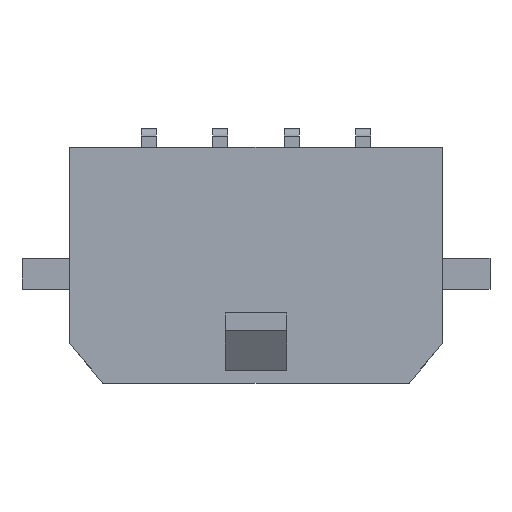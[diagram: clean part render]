
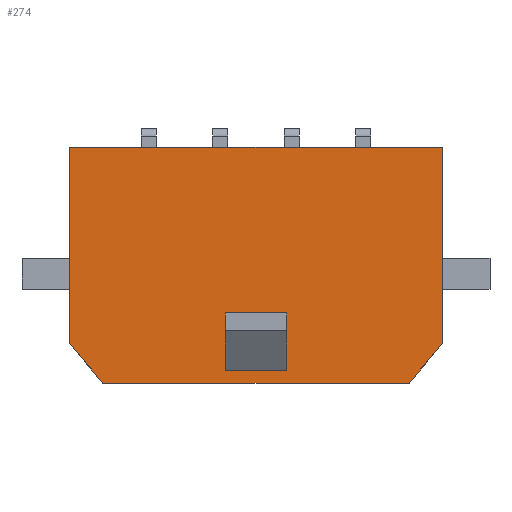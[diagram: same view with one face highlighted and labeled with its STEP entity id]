
A CAD part, top view. The second image highlights one B-rep face of the part: STEP entity #274.
In plain terms, the highlighted planar face has unit normal (0, 0, 1).
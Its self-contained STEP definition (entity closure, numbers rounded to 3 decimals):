
#274=ADVANCED_FACE('',(#569,#570),#444,.T.);
#444=PLANE('',#2882);
#569=FACE_BOUND('',#597,.T.);
#570=FACE_BOUND('',#598,.T.);
#597=EDGE_LOOP('',(#905,#906,#907,#908,#909,#910));
#598=EDGE_LOOP('',(#911,#912,#913,#914));
#905=ORIENTED_EDGE('',*,*,#2067,.F.);
#906=ORIENTED_EDGE('',*,*,#2050,.F.);
#907=ORIENTED_EDGE('',*,*,#2092,.T.);
#908=ORIENTED_EDGE('',*,*,#2059,.T.);
#909=ORIENTED_EDGE('',*,*,#2064,.F.);
#910=ORIENTED_EDGE('',*,*,#2087,.F.);
#911=ORIENTED_EDGE('',*,*,#2093,.T.);
#912=ORIENTED_EDGE('',*,*,#2094,.T.);
#913=ORIENTED_EDGE('',*,*,#2095,.F.);
#914=ORIENTED_EDGE('',*,*,#2096,.F.);
#1748=VERTEX_POINT('',#3345);
#1749=VERTEX_POINT('',#3346);
#1757=VERTEX_POINT('',#3357);
#1758=VERTEX_POINT('',#3358);
#1761=VERTEX_POINT('',#3362);
#1762=VERTEX_POINT('',#3366);
#1785=VERTEX_POINT('',#3392);
#1786=VERTEX_POINT('',#3393);
#1787=VERTEX_POINT('',#3394);
#1788=VERTEX_POINT('',#3395);
#2050=EDGE_CURVE('',#1748,#1749,#2487,.T.);
#2059=EDGE_CURVE('',#1758,#1757,#2494,.T.);
#2064=EDGE_CURVE('',#1761,#1757,#2499,.T.);
#2067=EDGE_CURVE('',#1749,#1762,#2502,.T.);
#2087=EDGE_CURVE('',#1762,#1761,#2522,.T.);
#2092=EDGE_CURVE('',#1748,#1758,#2525,.T.);
#2093=EDGE_CURVE('',#1785,#1786,#2526,.T.);
#2094=EDGE_CURVE('',#1786,#1787,#2527,.T.);
#2095=EDGE_CURVE('',#1788,#1787,#2528,.T.);
#2096=EDGE_CURVE('',#1785,#1788,#2529,.T.);
#2487=LINE('',#3345,#2800);
#2494=LINE('',#3358,#2800);
#2499=LINE('',#3363,#2812);
#2502=LINE('',#3368,#2814);
#2522=LINE('',#3388,#2832);
#2525=LINE('',#3345,#2832);
#2526=LINE('',#3392,#2801);
#2527=LINE('',#3393,#2833);
#2528=LINE('',#3395,#2801);
#2529=LINE('',#3392,#2833);
#2800=VECTOR('',#3068,1.);
#2801=VECTOR('',#3069,1.);
#2812=VECTOR('',#3078,1.);
#2814=VECTOR('',#3081,1.);
#2832=VECTOR('',#3100,1.);
#2833=VECTOR('',#3101,1.);
#2882=AXIS2_PLACEMENT_3D('',#3345,#3102,#3103);
#3068=DIRECTION('',(0.,-1.,0.));
#3069=DIRECTION('',(-1.,0.,0.));
#3078=DIRECTION('',(-0.643,0.766,0.));
#3081=DIRECTION('',(-0.643,-0.766,0.));
#3100=DIRECTION('',(-1.,0.,0.));
#3101=DIRECTION('',(0.,1.,0.));
#3102=DIRECTION('',(0.,0.,1.));
#3103=DIRECTION('',(1.,0.,0.));
#3345=CARTESIAN_POINT('',(7.825,9.9,3.86));
#3346=CARTESIAN_POINT('',(7.825,1.668,3.86));
#3357=CARTESIAN_POINT('',(-7.825,1.668,3.86));
#3358=CARTESIAN_POINT('',(-7.825,9.9,3.86));
#3362=CARTESIAN_POINT('',(-6.425,0.,3.86));
#3363=CARTESIAN_POINT('',(-6.425,0.,3.86));
#3366=CARTESIAN_POINT('',(6.425,0.,3.86));
#3368=CARTESIAN_POINT('',(7.825,1.668,3.86));
#3388=CARTESIAN_POINT('',(7.825,0.,3.86));
#3392=CARTESIAN_POINT('',(1.3,0.54,3.86));
#3393=CARTESIAN_POINT('',(-1.3,0.54,3.86));
#3394=CARTESIAN_POINT('',(-1.3,2.95,3.86));
#3395=CARTESIAN_POINT('',(1.3,2.95,3.86));
